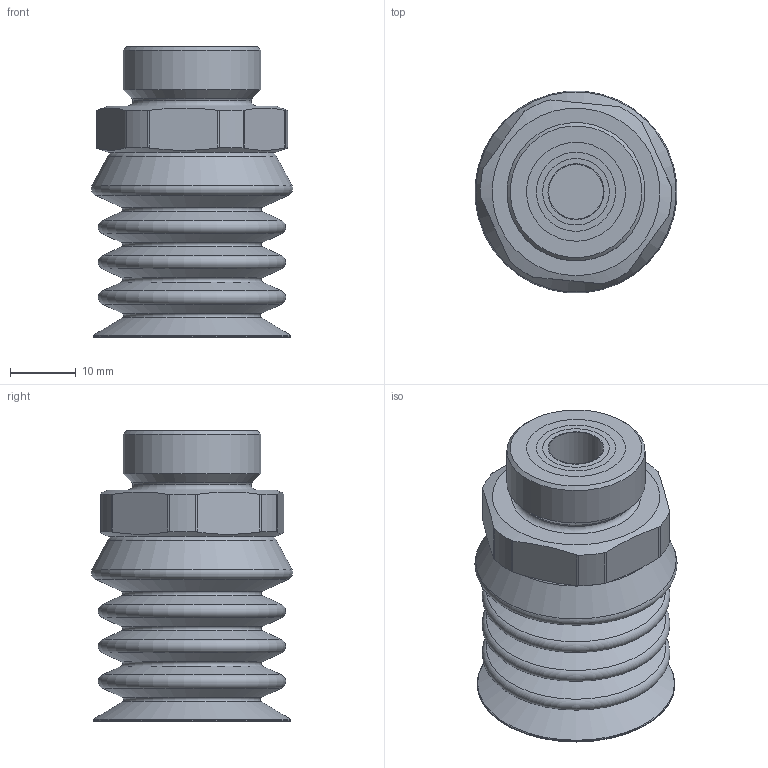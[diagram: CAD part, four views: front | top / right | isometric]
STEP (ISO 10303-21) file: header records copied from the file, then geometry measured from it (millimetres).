
FILE_DESCRIPTION( ( 'Unknown' ), '1' );
FILE_NAME( 'ISM-0900745-S.BBL30-2DS40.G12MSS.stp', 'Unknown', ( 'Unknown' ), ( 'Unknown' ), 'PSStep 17.0.49', 'Unknown', ' ' );
FILE_SCHEMA( ( 'AUTOMOTIVE_DESIGN { 1 0 10303 214 1 1 1 1 }' ) );
Length unit declared in the file: millimetre
Products named in the file (5): Assem1; SE-0408629; SE-0408630; SE-0410090; SE-0410138
Assembly tree (4 placements, depth 2):
  Assem1
    SE-0408629
    SE-0408630
    SE-0410090
    SE-0410138
Bounding box: 30.55 x 30.55 x 44.05 mm (x, y, z)
Volume: 25757.7 mm3; surface area: 12964.1 mm2
Topology: 4 solids, 4 shells, 255 faces, 638 edges, 399 vertices
Faces by surface type: plane 106, cylinder 57, torus 32, bspline 24, cone 22, extrusion 14
Full cylindrical faces by diameter (mm): 8.3 x1, 8.5 x1, 10 x1, 10.106 x1, 12 x1, 13 x1, 14.5 x1, 15 x1, 15.5 x1, 16.5 x1, 18.3 x1, 20.3 x1, 20.955 x1, 30 x1
Entity records: 13488 total; most frequent: CARTESIAN_POINT 5996, ORIENTED_EDGE 1092, DIRECTION 987, EDGE_CURVE 546, VERTEX_POINT 379, AXIS2_PLACEMENT_3D 353, EDGE_LOOP 337, FACE_OUTER_BOUND 295
